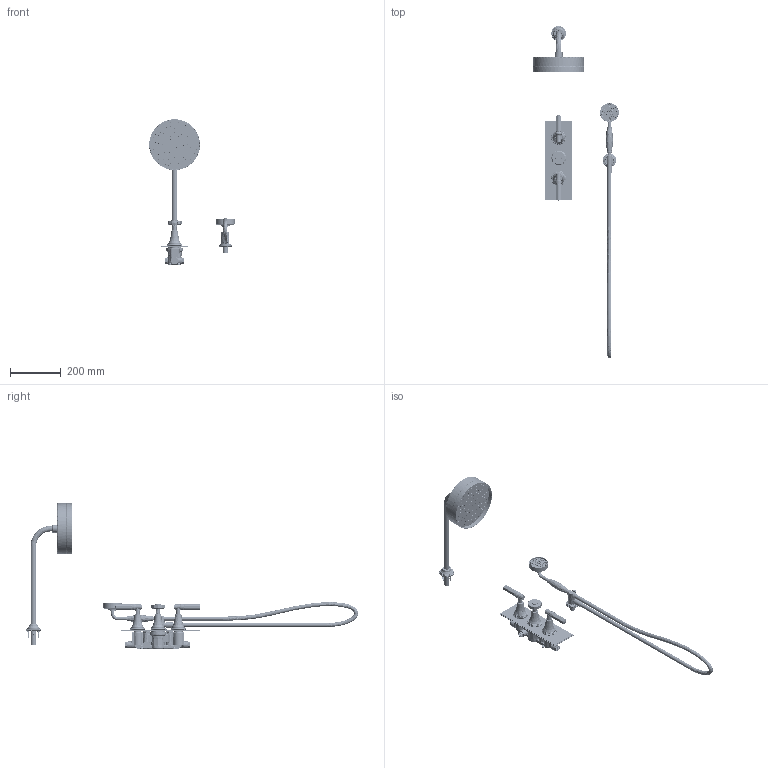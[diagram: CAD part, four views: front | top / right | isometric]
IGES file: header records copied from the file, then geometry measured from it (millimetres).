
Global section: file name: V6B2DL; native system: Autodesk Inventor 2018; preprocessor: unknown; author: rclarke; date: 20181018.151712; units: millimetre
Bounding box: 337 x 1306.75 x 572.8 mm (x, y, z)
Volume: 2666078.5 mm3; surface area: 772261.7 mm2
Topology: 122 solids, 136 shells, 8591 faces, 21131 edges, 13434 vertices
Faces by surface type: bspline 8591
